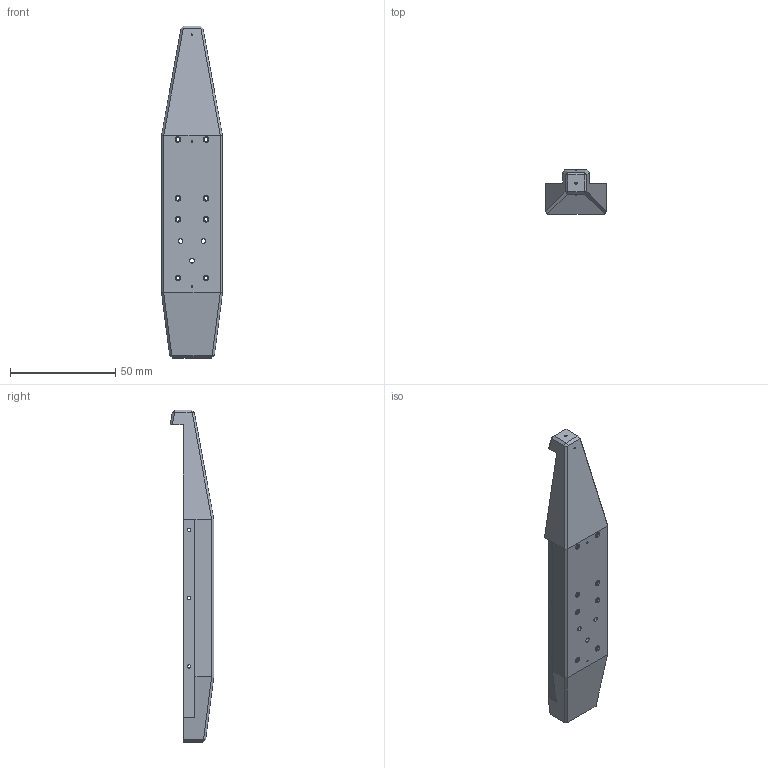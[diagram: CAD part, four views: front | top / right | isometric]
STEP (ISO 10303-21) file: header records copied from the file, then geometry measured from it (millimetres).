
FILE_DESCRIPTION (( 'STEP AP214' ), '1' );
FILE_NAME ('Casing_bottom_2017-05-22.STEP', '2017-05-22T16:09:10', ( 'Windows User' ), ( '' ), 'SwSTEP 2.0', 'SolidWorks 2014', '' );
FILE_SCHEMA (( 'AUTOMOTIVE_DESIGN' ));
Length unit declared in the file: millimetre
Products named in the file (1): Casing_bottom_2017-05-22
Bounding box: 29 x 20.78 x 158 mm (x, y, z)
Volume: 23445 mm3; surface area: 15558.6 mm2
Topology: 1 solids, 1 shells, 143 faces, 359 edges, 228 vertices
Faces by surface type: plane 70, cylinder 65, cone 8
Entity records: 4407 total; most frequent: DIRECTION 773, CARTESIAN_POINT 773, ORIENTED_EDGE 718, EDGE_CURVE 359, AXIS2_PLACEMENT_3D 282, VERTEX_POINT 228, LINE 209, VECTOR 209
